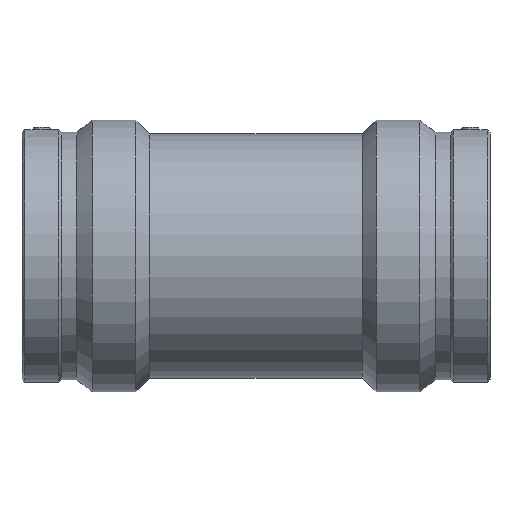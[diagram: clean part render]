
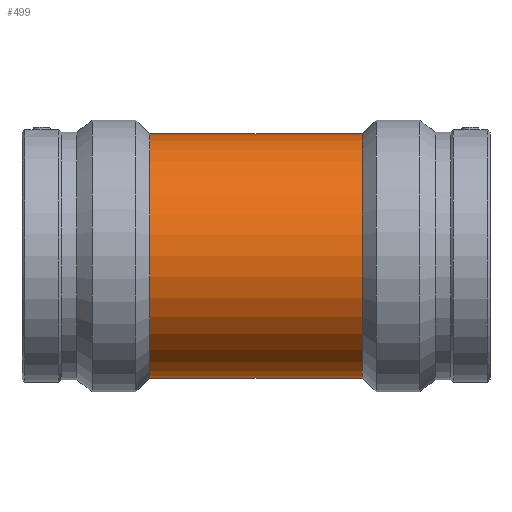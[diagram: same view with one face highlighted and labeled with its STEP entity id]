
A CAD part, top view. The second image highlights one B-rep face of the part: STEP entity #499.
In plain terms, the highlighted cylindrical face has radius 110.25 mm (diameter 220.5 mm), a full revolution.
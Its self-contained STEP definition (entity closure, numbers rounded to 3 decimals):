
#30=B_SPLINE_CURVE_WITH_KNOTS('',3,(#865,#866,#867,#868,#869,#870,#871,
#872,#873,#874,#875,#876,#877,#878,#879,#880,#881,#882,#883,#884,#885,#886,
#887,#888,#889,#890,#891,#892,#893,#894,#895,#896,#897,#898,#899,#900,#901,
#902,#903,#904,#905,#906,#907,#908,#909,#910,#911,#912,#913,#914,#915,#916,
#917,#918,#919,#920,#921,#922,#923,#924,#925,#926,#927,#928,#929,#930),
 .UNSPECIFIED.,.T.,.F.,(4,2,2,2,2,2,2,2,2,2,2,2,2,2,2,2,2,2,2,2,2,2,2,2,
2,2,2,2,2,2,2,2,4),(0.,0.903,1.807,2.71,
3.614,4.516,5.418,6.32,7.222,
8.124,9.027,9.929,10.831,11.734,
12.638,13.541,14.444,15.348,16.251,
17.155,18.058,18.96,19.862,20.765,
21.667,22.569,23.471,24.373,25.275,
26.179,27.082,27.986,28.889),
 .UNSPECIFIED.);
#69=FACE_BOUND('',#187,.T.);
#70=FACE_BOUND('',#188,.T.);
#117=FACE_OUTER_BOUND('',#186,.T.);
#186=EDGE_LOOP('',(#412));
#187=EDGE_LOOP('',(#413));
#188=EDGE_LOOP('',(#414));
#251=CIRCLE('',#568,110.25);
#252=CIRCLE('',#570,110.25);
#276=VERTEX_POINT('',#864);
#297=VERTEX_POINT('',#1058);
#298=VERTEX_POINT('',#1061);
#322=EDGE_CURVE('',#276,#276,#30,.T.);
#343=EDGE_CURVE('',#297,#297,#251,.T.);
#344=EDGE_CURVE('',#298,#298,#252,.T.);
#412=ORIENTED_EDGE('',*,*,#343,.T.);
#413=ORIENTED_EDGE('',*,*,#322,.T.);
#414=ORIENTED_EDGE('',*,*,#344,.F.);
#465=CYLINDRICAL_SURFACE('',#569,110.25);
#499=ADVANCED_FACE('',(#117,#69,#70),#465,.T.);
#568=AXIS2_PLACEMENT_3D('',#1059,#704,#705);
#569=AXIS2_PLACEMENT_3D('',#1060,#706,#707);
#570=AXIS2_PLACEMENT_3D('',#1062,#708,#709);
#704=DIRECTION('center_axis',(1.,0.,0.));
#705=DIRECTION('ref_axis',(0.,0.,-1.));
#706=DIRECTION('center_axis',(1.,0.,0.));
#707=DIRECTION('ref_axis',(0.,1.,0.));
#708=DIRECTION('center_axis',(1.,0.,0.));
#709=DIRECTION('ref_axis',(0.,0.,-1.));
#864=CARTESIAN_POINT('',(0.,-47.25,-99.612));
#865=CARTESIAN_POINT('Ctrl Pts',(0.,-47.25,-99.612));
#866=CARTESIAN_POINT('Ctrl Pts',(3.011,-47.25,-99.612));
#867=CARTESIAN_POINT('Ctrl Pts',(6.111,-46.958,-99.752));
#868=CARTESIAN_POINT('Ctrl Pts',(12.248,-45.742,-100.315));
#869=CARTESIAN_POINT('Ctrl Pts',(15.286,-44.819,-100.737));
#870=CARTESIAN_POINT('Ctrl Pts',(21.093,-42.398,-101.78));
#871=CARTESIAN_POINT('Ctrl Pts',(23.866,-40.896,-102.401));
#872=CARTESIAN_POINT('Ctrl Pts',(28.986,-37.442,-103.714));
#873=CARTESIAN_POINT('Ctrl Pts',(31.333,-35.488,-104.405));
#874=CARTESIAN_POINT('Ctrl Pts',(35.485,-31.336,-105.725));
#875=CARTESIAN_POINT('Ctrl Pts',(37.439,-28.99,-106.403));
#876=CARTESIAN_POINT('Ctrl Pts',(40.894,-23.869,-107.667));
#877=CARTESIAN_POINT('Ctrl Pts',(42.397,-21.094,-108.253));
#878=CARTESIAN_POINT('Ctrl Pts',(44.821,-15.284,-109.225));
#879=CARTESIAN_POINT('Ctrl Pts',(45.743,-12.243,-109.611));
#880=CARTESIAN_POINT('Ctrl Pts',(46.958,-6.105,-110.124));
#881=CARTESIAN_POINT('Ctrl Pts',(47.25,-3.007,-110.25));
#882=CARTESIAN_POINT('Ctrl Pts',(47.25,3.007,-110.25));
#883=CARTESIAN_POINT('Ctrl Pts',(46.958,6.105,-110.124));
#884=CARTESIAN_POINT('Ctrl Pts',(45.743,12.243,-109.611));
#885=CARTESIAN_POINT('Ctrl Pts',(44.821,15.284,-109.225));
#886=CARTESIAN_POINT('Ctrl Pts',(42.397,21.094,-108.253));
#887=CARTESIAN_POINT('Ctrl Pts',(40.894,23.869,-107.667));
#888=CARTESIAN_POINT('Ctrl Pts',(37.439,28.99,-106.403));
#889=CARTESIAN_POINT('Ctrl Pts',(35.485,31.336,-105.725));
#890=CARTESIAN_POINT('Ctrl Pts',(31.333,35.488,-104.405));
#891=CARTESIAN_POINT('Ctrl Pts',(28.986,37.442,-103.714));
#892=CARTESIAN_POINT('Ctrl Pts',(23.866,40.896,-102.401));
#893=CARTESIAN_POINT('Ctrl Pts',(21.093,42.398,-101.78));
#894=CARTESIAN_POINT('Ctrl Pts',(15.286,44.819,-100.737));
#895=CARTESIAN_POINT('Ctrl Pts',(12.248,45.742,-100.315));
#896=CARTESIAN_POINT('Ctrl Pts',(6.111,46.958,-99.752));
#897=CARTESIAN_POINT('Ctrl Pts',(3.011,47.25,-99.612));
#898=CARTESIAN_POINT('Ctrl Pts',(-3.011,47.25,-99.612));
#899=CARTESIAN_POINT('Ctrl Pts',(-6.111,46.958,-99.752));
#900=CARTESIAN_POINT('Ctrl Pts',(-12.248,45.742,-100.315));
#901=CARTESIAN_POINT('Ctrl Pts',(-15.286,44.819,-100.737));
#902=CARTESIAN_POINT('Ctrl Pts',(-21.093,42.398,-101.78));
#903=CARTESIAN_POINT('Ctrl Pts',(-23.866,40.896,-102.401));
#904=CARTESIAN_POINT('Ctrl Pts',(-28.986,37.442,-103.714));
#905=CARTESIAN_POINT('Ctrl Pts',(-31.333,35.488,-104.405));
#906=CARTESIAN_POINT('Ctrl Pts',(-35.485,31.336,-105.725));
#907=CARTESIAN_POINT('Ctrl Pts',(-37.439,28.99,-106.403));
#908=CARTESIAN_POINT('Ctrl Pts',(-40.894,23.869,-107.667));
#909=CARTESIAN_POINT('Ctrl Pts',(-42.397,21.094,-108.253));
#910=CARTESIAN_POINT('Ctrl Pts',(-44.821,15.284,-109.225));
#911=CARTESIAN_POINT('Ctrl Pts',(-45.743,12.243,-109.611));
#912=CARTESIAN_POINT('Ctrl Pts',(-46.958,6.105,-110.124));
#913=CARTESIAN_POINT('Ctrl Pts',(-47.25,3.007,-110.25));
#914=CARTESIAN_POINT('Ctrl Pts',(-47.25,-3.007,-110.25));
#915=CARTESIAN_POINT('Ctrl Pts',(-46.958,-6.105,-110.124));
#916=CARTESIAN_POINT('Ctrl Pts',(-45.743,-12.243,-109.611));
#917=CARTESIAN_POINT('Ctrl Pts',(-44.821,-15.284,-109.225));
#918=CARTESIAN_POINT('Ctrl Pts',(-42.397,-21.094,-108.253));
#919=CARTESIAN_POINT('Ctrl Pts',(-40.894,-23.869,-107.667));
#920=CARTESIAN_POINT('Ctrl Pts',(-37.439,-28.99,-106.403));
#921=CARTESIAN_POINT('Ctrl Pts',(-35.485,-31.336,-105.725));
#922=CARTESIAN_POINT('Ctrl Pts',(-31.333,-35.488,-104.405));
#923=CARTESIAN_POINT('Ctrl Pts',(-28.986,-37.442,-103.714));
#924=CARTESIAN_POINT('Ctrl Pts',(-23.866,-40.896,-102.401));
#925=CARTESIAN_POINT('Ctrl Pts',(-21.093,-42.398,-101.78));
#926=CARTESIAN_POINT('Ctrl Pts',(-15.286,-44.819,-100.737));
#927=CARTESIAN_POINT('Ctrl Pts',(-12.248,-45.742,-100.315));
#928=CARTESIAN_POINT('Ctrl Pts',(-6.111,-46.958,-99.752));
#929=CARTESIAN_POINT('Ctrl Pts',(-3.011,-47.25,-99.612));
#930=CARTESIAN_POINT('Ctrl Pts',(0.,-47.25,-99.612));
#1058=CARTESIAN_POINT('',(-96.005,110.25,0.));
#1059=CARTESIAN_POINT('Origin',(-96.005,0.,0.));
#1060=CARTESIAN_POINT('Origin',(0.,0.,0.));
#1061=CARTESIAN_POINT('',(96.005,110.25,0.));
#1062=CARTESIAN_POINT('Origin',(96.005,0.,0.));
